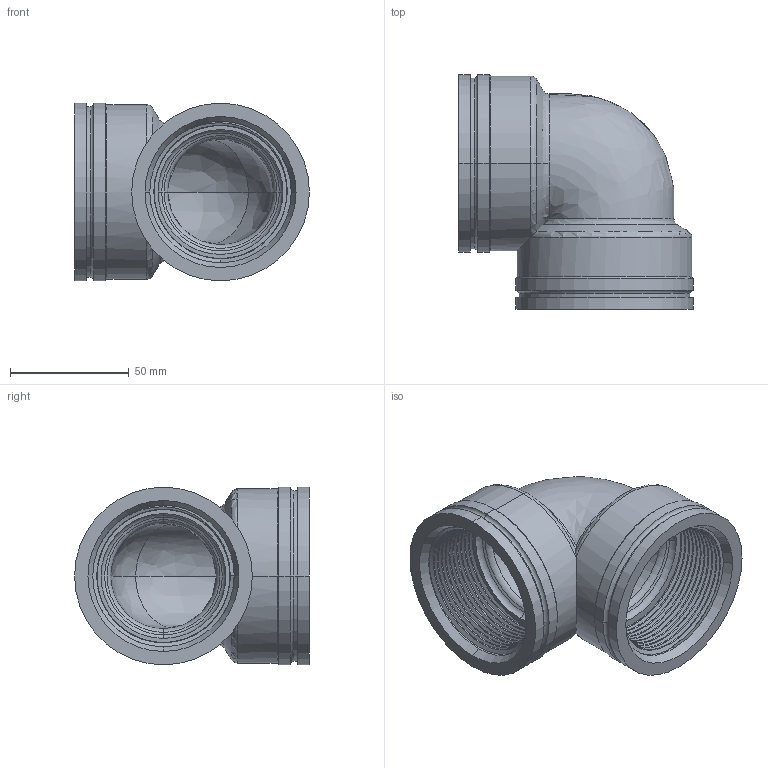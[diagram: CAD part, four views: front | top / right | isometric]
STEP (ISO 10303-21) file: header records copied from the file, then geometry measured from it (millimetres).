
FILE_DESCRIPTION (( 'STEP AP203' ), '1' );
FILE_NAME ('001250_1515.STEP', '2017-05-17T13:11:26', ( '' ), ( '' ), 'SwSTEP 2.0', 'SolidWorks 2011', '' );
FILE_SCHEMA (( 'CONFIG_CONTROL_DESIGN' ));
Length unit declared in the file: millimetre
Products named in the file (1): 001250_1515
Bounding box: 98.94 x 98.94 x 74.89 mm (x, y, z)
Volume: 171241.2 mm3; surface area: 57553.2 mm2
Topology: 1 solids, 1 shells, 130 faces, 328 edges, 204 vertices
Faces by surface type: cylinder 64, torus 24, cone 17, plane 14, bspline 11
Entity records: 10058 total; most frequent: CARTESIAN_POINT 7174, ORIENTED_EDGE 652, DIRECTION 543, EDGE_CURVE 326, AXIS2_PLACEMENT_3D 228, VERTEX_POINT 204, EDGE_LOOP 138, FACE_OUTER_BOUND 130
